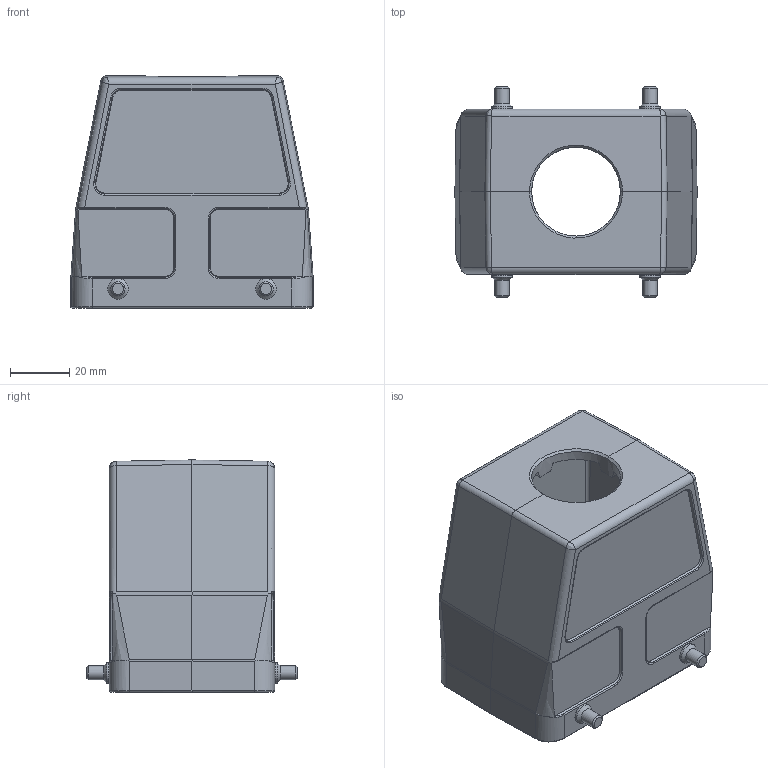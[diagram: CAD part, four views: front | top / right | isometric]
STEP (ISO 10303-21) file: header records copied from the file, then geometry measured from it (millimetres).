
FILE_DESCRIPTION(/* description */ (''),/* implementation_level */ '2;1');
FILE_NAME(/* name */ 'H32A-TEH-4B-M&PG.stp',/* time_stamp */ '2024-10-08T08:17:33+08:00',/* author */ (''),/* organization */ (''),/* preprocessor_version */ 'ST-DEVELOPER v16',/* originating_system */ 'SIEMENS PLM Software NX 10.0',/* authorisation */ '');
FILE_SCHEMA (('AUTOMOTIVE_DESIGN { 1 0 10303 214 3 1 1 1 }'));
Length unit declared in the file: millimetre
Products named in the file (1): Admi1A402305t45x
Bounding box: 81.8 x 71.2 x 78.4 mm (x, y, z)
Volume: 81732.9 mm3; surface area: 45103.4 mm2
Topology: 1 solids, 1 shells, 389 faces, 933 edges, 559 vertices
Faces by surface type: cylinder 145, plane 106, bspline 84, cone 40, torus 8, sphere 6
Full cylindrical faces by diameter (mm): 2.3 x4, 3 x4, 4.8 x4, 7 x4, 30 x1
Entity records: 13089 total; most frequent: CARTESIAN_POINT 4917, ORIENTED_EDGE 1682, DIRECTION 1610, EDGE_CURVE 841, AXIS2_PLACEMENT_3D 646, VERTEX_POINT 536, EDGE_LOOP 473, ADVANCED_FACE 389
